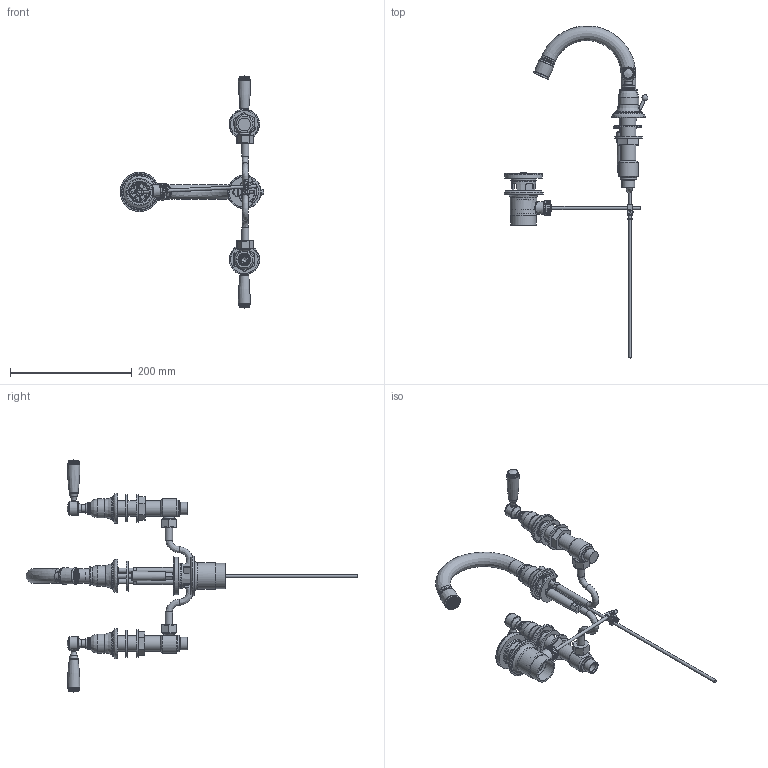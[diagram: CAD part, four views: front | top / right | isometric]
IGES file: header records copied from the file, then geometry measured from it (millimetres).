
Global section: file name: V2K16-C M W GBC; native system: Autodesk Inventor 2018; preprocessor: unknown; author: adaniels; date: 20180301.082706; units: millimetre
Bounding box: 236 x 544.28 x 380.98 mm (x, y, z)
Volume: 473288.7 mm3; surface area: 272038.6 mm2
Topology: 63 solids, 64 shells, 3439 faces, 9111 edges, 6089 vertices
Faces by surface type: bspline 3439
